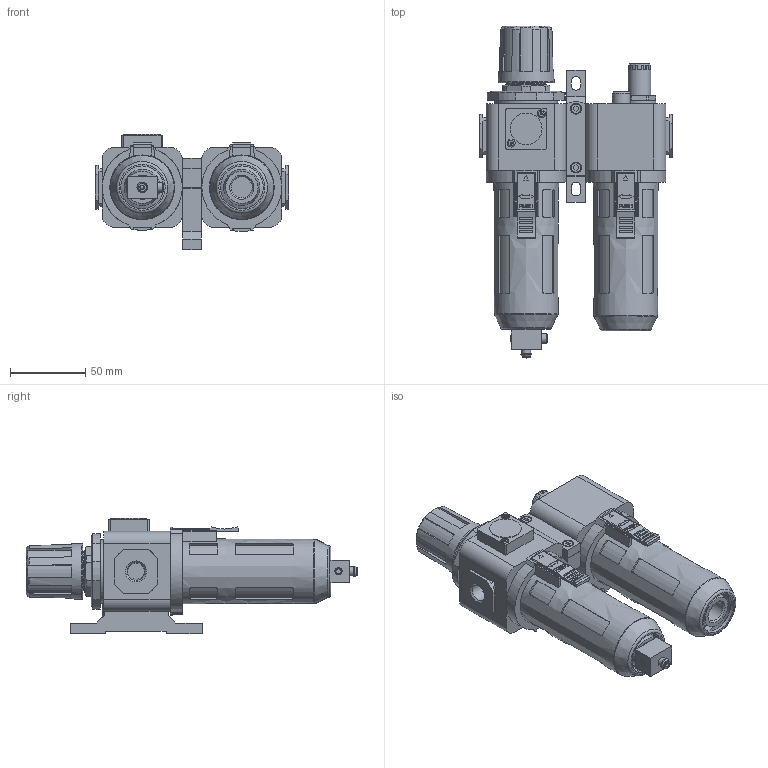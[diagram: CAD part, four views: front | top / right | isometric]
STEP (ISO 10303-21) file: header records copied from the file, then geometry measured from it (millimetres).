
FILE_DESCRIPTION( ( 'STEP AP203' ), '1' );
FILE_NAME( 'MACP302-8A.stp', '2020-06-15T11:57:00', ( 'License CC BY-ND 4.0' ), ( 'CADENAS' ), ' ', 'PARTsolutions', ' ' );
FILE_SCHEMA( ( 'CONFIG_CONTROL_DESIGN' ) );
Length unit declared in the file: millimetre
Products named in the file (5): MACP302-8A; _MACP302- 8A_dummy; _MACP302-T8_bracket; _MAL302-8A; _MAFR302- 8A-A_body
Assembly tree (4 placements, depth 2):
  MACP302-8A
    _MACP302- 8A_dummy
    _MACP302-T8_bracket
    _MAL302-8A
    _MAFR302- 8A-A_body
Bounding box: 128.2 x 220 x 76.4 mm (x, y, z)
Volume: 640390.5 mm3; surface area: 100542.8 mm2
Topology: 3 solids, 4 shells, 984 faces, 2620 edges, 1732 vertices
Faces by surface type: plane 716, cylinder 220, cone 33, torus 13, bspline 2
Full cylindrical faces by diameter (mm): 3 x3, 4.2 x1, 4.4 x1, 4.8 x1, 5.5 x1, 6 x1, 6.4 x1, 6.8 x1, 7 x3, 7.2 x2, 7.3 x1, 7.4 x1, 9.2 x2, 11 x2, 11.8 x1, 12 x1, 14 x3, 15 x1, 18.5 x1, 21 x1, 22 x1, 24.8 x1, 26 x1, 28.4 x2, 42 x1
Entity records: 31089 total; most frequent: CARTESIAN_POINT 6821, ORIENTED_EDGE 5032, DIRECTION 4733, EDGE_CURVE 2516, LINE 1821, VECTOR 1821, VERTEX_POINT 1711, AXIS2_PLACEMENT_3D 1456
